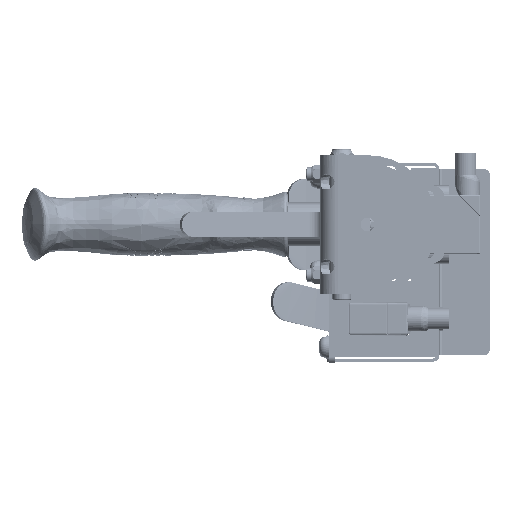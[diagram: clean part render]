
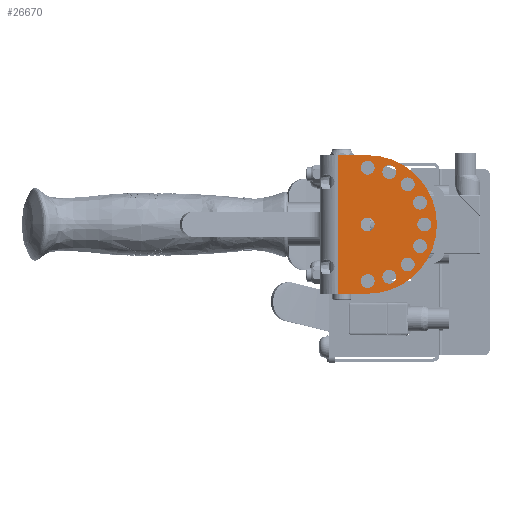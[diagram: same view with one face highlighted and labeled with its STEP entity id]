
A CAD part, front view. The second image highlights one B-rep face of the part: STEP entity #26670.
In plain terms, the highlighted planar face has unit normal (0, -1, 0).
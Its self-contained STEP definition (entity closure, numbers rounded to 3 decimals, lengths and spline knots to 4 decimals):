
#923=FACE_BOUND('',#4804,.T.);
#924=FACE_BOUND('',#4805,.T.);
#925=FACE_BOUND('',#4806,.T.);
#926=FACE_BOUND('',#4807,.T.);
#927=FACE_BOUND('',#4808,.T.);
#928=FACE_BOUND('',#4809,.T.);
#929=FACE_BOUND('',#4810,.T.);
#930=FACE_BOUND('',#4811,.T.);
#931=FACE_BOUND('',#4812,.T.);
#932=FACE_BOUND('',#4813,.T.);
#1140=PLANE('',#29193);
#3247=FACE_OUTER_BOUND('',#4803,.T.);
#4803=EDGE_LOOP('',(#18215,#18216,#18217,#18218));
#4804=EDGE_LOOP('',(#18219));
#4805=EDGE_LOOP('',(#18220));
#4806=EDGE_LOOP('',(#18221));
#4807=EDGE_LOOP('',(#18222));
#4808=EDGE_LOOP('',(#18223));
#4809=EDGE_LOOP('',(#18224));
#4810=EDGE_LOOP('',(#18225));
#4811=EDGE_LOOP('',(#18226));
#4812=EDGE_LOOP('',(#18227));
#4813=EDGE_LOOP('',(#18228));
#6571=LINE('',#38963,#8281);
#6572=LINE('',#38965,#8282);
#6573=LINE('',#38966,#8283);
#8281=VECTOR('',#31918,0.2582);
#8282=VECTOR('',#31919,0.3937);
#8283=VECTOR('',#31920,0.2582);
#9969=CIRCLE('',#29142,0.1375);
#9972=CIRCLE('',#29146,0.1375);
#9975=CIRCLE('',#29150,0.1375);
#9978=CIRCLE('',#29154,0.1375);
#9981=CIRCLE('',#29158,0.1375);
#9984=CIRCLE('',#29162,0.1375);
#9987=CIRCLE('',#29166,0.1375);
#9990=CIRCLE('',#29170,0.1375);
#9993=CIRCLE('',#29174,0.1375);
#9996=CIRCLE('',#29178,0.1375);
#10002=CIRCLE('',#29191,1.375);
#11129=VERTEX_POINT('',#38852);
#11132=VERTEX_POINT('',#38860);
#11135=VERTEX_POINT('',#38868);
#11138=VERTEX_POINT('',#38876);
#11141=VERTEX_POINT('',#38884);
#11144=VERTEX_POINT('',#38892);
#11147=VERTEX_POINT('',#38900);
#11150=VERTEX_POINT('',#38908);
#11153=VERTEX_POINT('',#38916);
#11156=VERTEX_POINT('',#38924);
#11163=VERTEX_POINT('',#38953);
#11164=VERTEX_POINT('',#38954);
#11167=VERTEX_POINT('',#38962);
#11168=VERTEX_POINT('',#38964);
#13907=EDGE_CURVE('',#11129,#11129,#9969,.T.);
#13911=EDGE_CURVE('',#11132,#11132,#9972,.T.);
#13915=EDGE_CURVE('',#11135,#11135,#9975,.T.);
#13919=EDGE_CURVE('',#11138,#11138,#9978,.T.);
#13923=EDGE_CURVE('',#11141,#11141,#9981,.T.);
#13927=EDGE_CURVE('',#11144,#11144,#9984,.T.);
#13931=EDGE_CURVE('',#11147,#11147,#9987,.T.);
#13935=EDGE_CURVE('',#11150,#11150,#9990,.T.);
#13939=EDGE_CURVE('',#11153,#11153,#9993,.T.);
#13943=EDGE_CURVE('',#11156,#11156,#9996,.T.);
#13957=EDGE_CURVE('',#11163,#11164,#10002,.T.);
#13961=EDGE_CURVE('',#11167,#11164,#6571,.T.);
#13962=EDGE_CURVE('',#11167,#11168,#6572,.T.);
#13963=EDGE_CURVE('',#11168,#11163,#6573,.T.);
#18215=ORIENTED_EDGE('',*,*,#13957,.T.);
#18216=ORIENTED_EDGE('',*,*,#13961,.F.);
#18217=ORIENTED_EDGE('',*,*,#13962,.T.);
#18218=ORIENTED_EDGE('',*,*,#13963,.T.);
#18219=ORIENTED_EDGE('',*,*,#13907,.T.);
#18220=ORIENTED_EDGE('',*,*,#13911,.T.);
#18221=ORIENTED_EDGE('',*,*,#13915,.T.);
#18222=ORIENTED_EDGE('',*,*,#13919,.T.);
#18223=ORIENTED_EDGE('',*,*,#13923,.T.);
#18224=ORIENTED_EDGE('',*,*,#13927,.T.);
#18225=ORIENTED_EDGE('',*,*,#13931,.T.);
#18226=ORIENTED_EDGE('',*,*,#13935,.T.);
#18227=ORIENTED_EDGE('',*,*,#13939,.T.);
#18228=ORIENTED_EDGE('',*,*,#13943,.T.);
#26670=ADVANCED_FACE('',(#3247,#923,#924,#925,#926,#927,#928,#929,#930,
#931,#932),#1140,.F.);
#29142=AXIS2_PLACEMENT_3D('',#38854,#31795,#31796);
#29146=AXIS2_PLACEMENT_3D('',#38862,#31804,#31805);
#29150=AXIS2_PLACEMENT_3D('',#38870,#31813,#31814);
#29154=AXIS2_PLACEMENT_3D('',#38878,#31822,#31823);
#29158=AXIS2_PLACEMENT_3D('',#38886,#31831,#31832);
#29162=AXIS2_PLACEMENT_3D('',#38894,#31840,#31841);
#29166=AXIS2_PLACEMENT_3D('',#38902,#31849,#31850);
#29170=AXIS2_PLACEMENT_3D('',#38910,#31858,#31859);
#29174=AXIS2_PLACEMENT_3D('',#38918,#31867,#31868);
#29178=AXIS2_PLACEMENT_3D('',#38926,#31876,#31877);
#29191=AXIS2_PLACEMENT_3D('',#38955,#31910,#31911);
#29193=AXIS2_PLACEMENT_3D('',#38961,#31916,#31917);
#31795=DIRECTION('center_axis',(0.,1.,0.));
#31796=DIRECTION('ref_axis',(1.,0.,0.));
#31804=DIRECTION('center_axis',(0.,1.,0.));
#31805=DIRECTION('ref_axis',(1.,0.,0.));
#31813=DIRECTION('center_axis',(0.,1.,0.));
#31814=DIRECTION('ref_axis',(1.,0.,0.));
#31822=DIRECTION('center_axis',(0.,1.,0.));
#31823=DIRECTION('ref_axis',(1.,0.,0.));
#31831=DIRECTION('center_axis',(0.,1.,0.));
#31832=DIRECTION('ref_axis',(1.,0.,0.));
#31840=DIRECTION('center_axis',(0.,1.,0.));
#31841=DIRECTION('ref_axis',(1.,0.,0.));
#31849=DIRECTION('center_axis',(0.,1.,0.));
#31850=DIRECTION('ref_axis',(1.,0.,0.));
#31858=DIRECTION('center_axis',(0.,1.,0.));
#31859=DIRECTION('ref_axis',(1.,0.,0.));
#31867=DIRECTION('center_axis',(0.,1.,0.));
#31868=DIRECTION('ref_axis',(1.,0.,0.));
#31876=DIRECTION('center_axis',(0.,1.,0.));
#31877=DIRECTION('ref_axis',(1.,0.,0.));
#31910=DIRECTION('center_axis',(0.,-1.,0.));
#31911=DIRECTION('ref_axis',(0.,0.,
1.));
#31916=DIRECTION('center_axis',(0.,1.,0.));
#31917=DIRECTION('ref_axis',(-1.,0.,0.));
#31918=DIRECTION('',(1.,0.,0.));
#31919=DIRECTION('',(0.,0.,-1.));
#31920=DIRECTION('',(1.,0.,0.));
#38852=CARTESIAN_POINT('',(1.6015,-1.7935,-0.7955));
#38854=CARTESIAN_POINT('Origin',(1.739,-1.7935,-0.7955));
#38860=CARTESIAN_POINT('',(1.8454,-1.7935,0.4305));
#38862=CARTESIAN_POINT('Origin',(1.9829,-1.7935,0.4305));
#38868=CARTESIAN_POINT('',(1.2365,-1.7935,1.0394));
#38870=CARTESIAN_POINT('Origin',(1.374,-1.7935,1.0394));
#38876=CARTESIAN_POINT('',(0.806,-1.7935,1.125));
#38878=CARTESIAN_POINT('Origin',(0.9435,-1.7935,1.125));
#38884=CARTESIAN_POINT('',(0.806,-1.7935,0.));
#38886=CARTESIAN_POINT('Origin',(0.9435,-1.7935,0.));
#38892=CARTESIAN_POINT('',(1.931,-1.7935,0.));
#38894=CARTESIAN_POINT('Origin',(2.0685,-1.7935,0.));
#38900=CARTESIAN_POINT('',(0.806,-1.7935,-1.125));
#38902=CARTESIAN_POINT('Origin',(0.9435,-1.7935,-1.125));
#38908=CARTESIAN_POINT('',(1.6015,-1.7935,0.7955));
#38910=CARTESIAN_POINT('Origin',(1.739,-1.7935,0.7955));
#38916=CARTESIAN_POINT('',(1.8454,-1.7935,-0.4305));
#38918=CARTESIAN_POINT('Origin',(1.9829,-1.7935,-0.4305));
#38924=CARTESIAN_POINT('',(1.2365,-1.7935,-1.0394));
#38926=CARTESIAN_POINT('Origin',(1.374,-1.7935,-1.0394));
#38953=CARTESIAN_POINT('',(0.9428,-1.7935,-1.375));
#38954=CARTESIAN_POINT('',(0.9428,-1.7935,1.375));
#38955=CARTESIAN_POINT('Origin',(0.9428,-1.7935,0.));
#38961=CARTESIAN_POINT('Origin',(-1.4819,-1.7935,0.));
#38962=CARTESIAN_POINT('',(0.3586,-1.7935,1.375));
#38963=CARTESIAN_POINT('',(-0.4525,-1.7935,1.375));
#38964=CARTESIAN_POINT('',(0.3586,-1.7935,-1.375));
#38965=CARTESIAN_POINT('',(0.3586,-1.7935,0.));
#38966=CARTESIAN_POINT('',(-0.4525,-1.7935,-1.375));
